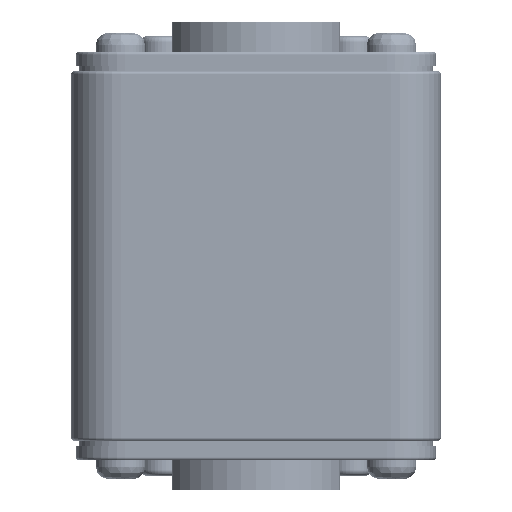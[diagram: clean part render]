
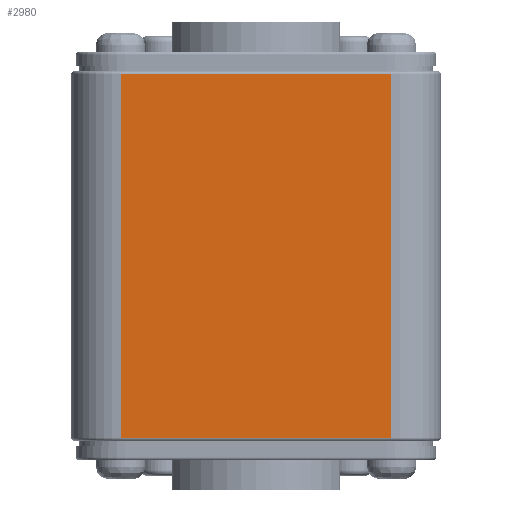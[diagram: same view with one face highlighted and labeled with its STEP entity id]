
A CAD part, front view. The second image highlights one B-rep face of the part: STEP entity #2980.
In plain terms, the highlighted planar face has unit normal (0, -1, 0).
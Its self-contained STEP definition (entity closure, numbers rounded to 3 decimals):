
#1913=FACE_OUTER_BOUND('',#8416,.T.);
#2980=ADVANCED_FACE('',(#1913),#3734,.F.);
#3734=PLANE('',#20846);
#5128=LINE('',#78827,#6627);
#5129=LINE('',#78831,#6628);
#5130=LINE('',#78833,#6629);
#5131=LINE('',#78835,#6630);
#6627=VECTOR('',#25223,1.);
#6628=VECTOR('',#25228,1.);
#6629=VECTOR('',#25229,1.);
#6630=VECTOR('',#25230,1.);
#8416=EDGE_LOOP('',(#13011,#13012,#13013,#13014));
#13011=ORIENTED_EDGE('',*,*,#18196,.T.);
#13012=ORIENTED_EDGE('',*,*,#18198,.T.);
#13013=ORIENTED_EDGE('',*,*,#18199,.F.);
#13014=ORIENTED_EDGE('',*,*,#18200,.T.);
#15640=VERTEX_POINT('',#78826);
#15641=VERTEX_POINT('',#78828);
#15642=VERTEX_POINT('',#78832);
#15643=VERTEX_POINT('',#78834);
#18196=EDGE_CURVE('',#15641,#15640,#5128,.T.);
#18198=EDGE_CURVE('',#15640,#15642,#5129,.T.);
#18199=EDGE_CURVE('',#15643,#15642,#5130,.T.);
#18200=EDGE_CURVE('',#15643,#15641,#5131,.T.);
#20846=AXIS2_PLACEMENT_3D('',#78836,#25231,#25232);
#25223=DIRECTION('',(0.,0.,1.));
#25228=DIRECTION('',(-1.,0.,0.));
#25229=DIRECTION('',(0.,0.,1.));
#25230=DIRECTION('',(1.,0.,0.));
#25231=DIRECTION('',(0.,1.,0.));
#25232=DIRECTION('',(-1.,0.,0.));
#78826=CARTESIAN_POINT('',(-3.,-5.,59.5));
#78827=CARTESIAN_POINT('',(-3.,-5.,0.));
#78828=CARTESIAN_POINT('',(-3.,-5.,0.5));
#78831=CARTESIAN_POINT('',(-3.,-5.,59.5));
#78832=CARTESIAN_POINT('',(-47.,-5.,59.5));
#78833=CARTESIAN_POINT('',(-47.,-5.,0.));
#78834=CARTESIAN_POINT('',(-47.,-5.,0.5));
#78835=CARTESIAN_POINT('',(-3.,-5.,0.5));
#78836=CARTESIAN_POINT('',(-3.,-5.,0.));
